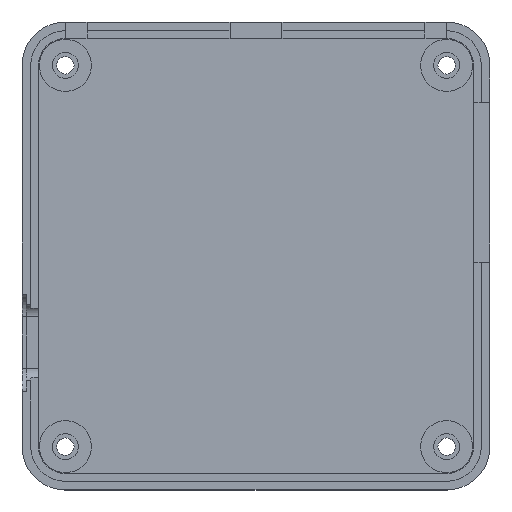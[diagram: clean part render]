
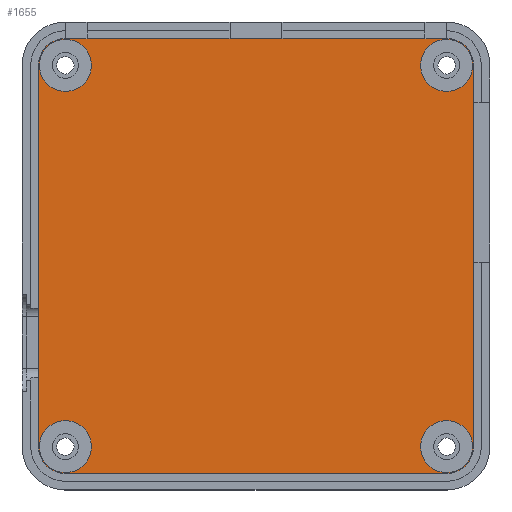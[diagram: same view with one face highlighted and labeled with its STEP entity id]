
A CAD part, top view. The second image highlights one B-rep face of the part: STEP entity #1655.
In plain terms, the highlighted planar face has unit normal (0, 0, 1).
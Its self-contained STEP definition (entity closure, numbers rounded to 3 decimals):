
#31=FACE_BOUND('',#358,.T.);
#32=FACE_BOUND('',#359,.T.);
#33=FACE_BOUND('',#360,.T.);
#34=FACE_BOUND('',#361,.T.);
#82=PLANE('',#1832);
#133=CIRCLE('',#1766,3.);
#134=CIRCLE('',#1769,3.1);
#141=CIRCLE('',#1784,3.);
#142=CIRCLE('',#1787,3.1);
#149=CIRCLE('',#1811,3.);
#150=CIRCLE('',#1814,3.1);
#157=CIRCLE('',#1830,3.);
#158=CIRCLE('',#1833,3.1);
#247=FACE_OUTER_BOUND('',#357,.T.);
#357=EDGE_LOOP('',(#1483,#1484,#1485,#1486,#1487,#1488,#1489,#1490));
#358=EDGE_LOOP('',(#1491));
#359=EDGE_LOOP('',(#1492));
#360=EDGE_LOOP('',(#1493));
#361=EDGE_LOOP('',(#1494));
#446=LINE('',#2847,#600);
#512=LINE('',#3045,#666);
#519=LINE('',#3077,#673);
#520=LINE('',#3079,#674);
#600=VECTOR('',#2040,10.);
#666=VECTOR('',#2260,10.);
#673=VECTOR('',#2301,10.);
#674=VECTOR('',#2302,10.);
#773=VERTEX_POINT('',#2844);
#774=VERTEX_POINT('',#2846);
#802=VERTEX_POINT('',#2931);
#803=VERTEX_POINT('',#2936);
#810=VERTEX_POINT('',#2964);
#811=VERTEX_POINT('',#2969);
#827=VERTEX_POINT('',#3033);
#828=VERTEX_POINT('',#3038);
#829=VERTEX_POINT('',#3039);
#836=VERTEX_POINT('',#3071);
#837=VERTEX_POINT('',#3076);
#838=VERTEX_POINT('',#3078);
#953=EDGE_CURVE('',#773,#774,#446,.T.);
#997=EDGE_CURVE('',#802,#802,#133,.T.);
#998=EDGE_CURVE('',#773,#803,#134,.T.);
#1012=EDGE_CURVE('',#810,#810,#141,.T.);
#1013=EDGE_CURVE('',#774,#811,#142,.T.);
#1045=EDGE_CURVE('',#827,#827,#149,.T.);
#1046=EDGE_CURVE('',#828,#829,#150,.T.);
#1050=EDGE_CURVE('',#829,#803,#512,.T.);
#1063=EDGE_CURVE('',#836,#836,#157,.T.);
#1064=EDGE_CURVE('',#811,#837,#519,.T.);
#1065=EDGE_CURVE('',#828,#838,#520,.T.);
#1066=EDGE_CURVE('',#838,#837,#158,.T.);
#1483=ORIENTED_EDGE('',*,*,#1064,.F.);
#1484=ORIENTED_EDGE('',*,*,#1013,.F.);
#1485=ORIENTED_EDGE('',*,*,#953,.F.);
#1486=ORIENTED_EDGE('',*,*,#998,.T.);
#1487=ORIENTED_EDGE('',*,*,#1050,.F.);
#1488=ORIENTED_EDGE('',*,*,#1046,.F.);
#1489=ORIENTED_EDGE('',*,*,#1065,.T.);
#1490=ORIENTED_EDGE('',*,*,#1066,.T.);
#1491=ORIENTED_EDGE('',*,*,#1012,.F.);
#1492=ORIENTED_EDGE('',*,*,#997,.T.);
#1493=ORIENTED_EDGE('',*,*,#1045,.F.);
#1494=ORIENTED_EDGE('',*,*,#1063,.T.);
#1655=ADVANCED_FACE('',(#247,#31,#32,#33,#34),#82,.T.);
#1766=AXIS2_PLACEMENT_3D('',#2933,#2125,#2126);
#1769=AXIS2_PLACEMENT_3D('',#2937,#2131,#2132);
#1784=AXIS2_PLACEMENT_3D('',#2966,#2168,#2169);
#1787=AXIS2_PLACEMENT_3D('',#2970,#2174,#2175);
#1811=AXIS2_PLACEMENT_3D('',#3035,#2247,#2248);
#1814=AXIS2_PLACEMENT_3D('',#3040,#2253,#2254);
#1830=AXIS2_PLACEMENT_3D('',#3073,#2295,#2296);
#1832=AXIS2_PLACEMENT_3D('',#3075,#2299,#2300);
#1833=AXIS2_PLACEMENT_3D('',#3080,#2303,#2304);
#2040=DIRECTION('',(0.,-1.,0.));
#2125=DIRECTION('center_axis',(0.,0.,-1.));
#2126=DIRECTION('ref_axis',(-1.,0.,0.));
#2131=DIRECTION('center_axis',(0.,0.,1.));
#2132=DIRECTION('ref_axis',(1.,0.,0.));
#2168=DIRECTION('center_axis',(0.,0.,1.));
#2169=DIRECTION('ref_axis',(-1.,0.,0.));
#2174=DIRECTION('center_axis',(0.,0.,-1.));
#2175=DIRECTION('ref_axis',(1.,0.,0.));
#2247=DIRECTION('center_axis',(0.,0.,1.));
#2248=DIRECTION('ref_axis',(1.,0.,0.));
#2253=DIRECTION('center_axis',(0.,0.,-1.));
#2254=DIRECTION('ref_axis',(-1.,0.,0.));
#2260=DIRECTION('',(1.,0.,0.));
#2295=DIRECTION('center_axis',(0.,0.,-1.));
#2296=DIRECTION('ref_axis',(1.,0.,0.));
#2299=DIRECTION('center_axis',(0.,0.,1.));
#2300=DIRECTION('ref_axis',(1.,0.,0.));
#2301=DIRECTION('',(-1.,0.,0.));
#2302=DIRECTION('',(0.,-1.,0.));
#2303=DIRECTION('center_axis',(0.,0.,1.));
#2304=DIRECTION('ref_axis',(-1.,0.,0.));
#2844=CARTESIAN_POINT('',(25.1,22.,2.));
#2846=CARTESIAN_POINT('',(25.1,-22.,2.));
#2847=CARTESIAN_POINT('',(25.1,-17.75,2.));
#2931=CARTESIAN_POINT('',(25.,22.,2.));
#2933=CARTESIAN_POINT('Origin',(22.,22.,2.));
#2936=CARTESIAN_POINT('',(22.009,25.1,2.));
#2937=CARTESIAN_POINT('Origin',(22.,22.,2.));
#2964=CARTESIAN_POINT('',(25.,-22.,2.));
#2966=CARTESIAN_POINT('Origin',(22.,-22.,2.));
#2969=CARTESIAN_POINT('',(22.009,-25.1,2.));
#2970=CARTESIAN_POINT('Origin',(22.,-22.,2.));
#3033=CARTESIAN_POINT('',(-25.,22.,2.));
#3035=CARTESIAN_POINT('Origin',(-22.,22.,2.));
#3038=CARTESIAN_POINT('',(-25.1,22.,2.));
#3039=CARTESIAN_POINT('',(-22.009,25.1,2.));
#3040=CARTESIAN_POINT('Origin',(-22.,22.,2.));
#3045=CARTESIAN_POINT('',(-6.75,25.1,2.));
#3071=CARTESIAN_POINT('',(-25.,-22.,2.));
#3073=CARTESIAN_POINT('Origin',(-22.,-22.,2.));
#3075=CARTESIAN_POINT('Origin',(-13.5,-13.5,2.));
#3076=CARTESIAN_POINT('',(-22.009,-25.1,2.));
#3077=CARTESIAN_POINT('',(6.75,-25.1,2.));
#3078=CARTESIAN_POINT('',(-25.1,-22.,2.));
#3079=CARTESIAN_POINT('',(-25.1,-17.75,2.));
#3080=CARTESIAN_POINT('Origin',(-22.,-22.,2.));
